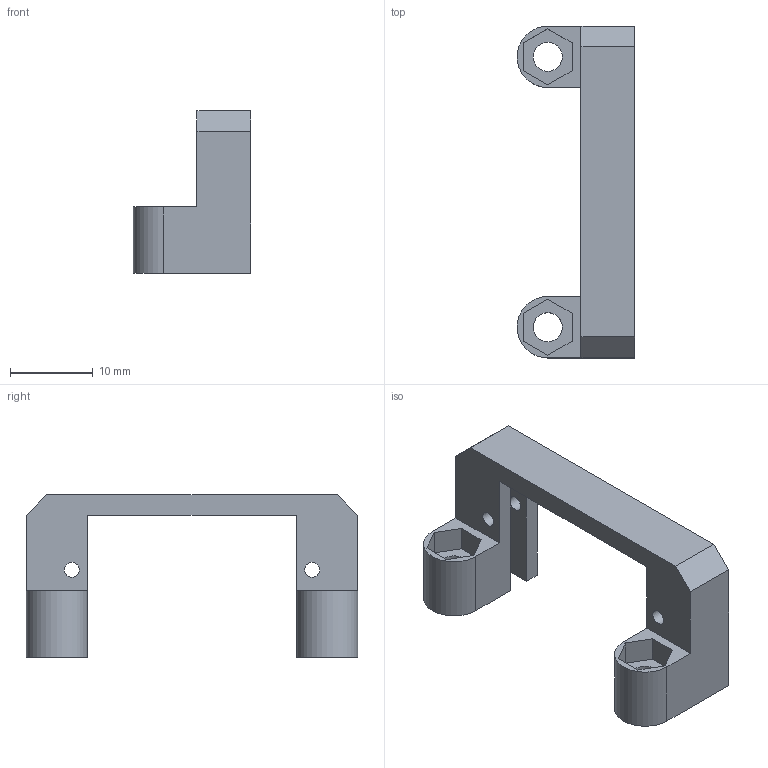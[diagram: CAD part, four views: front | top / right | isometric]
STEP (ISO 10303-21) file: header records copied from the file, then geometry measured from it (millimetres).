
FILE_DESCRIPTION(('STEP AP242'), '1');
FILE_NAME('膴樖豢 鼫謼闀謶碭魡', '', ('UNSPECIFIED'), ('UNSPECIFIED'), 'C3D Converter', 'C3D Toolkit', '');
FILE_SCHEMA(('AP242_MANAGED_MODEL_BASED_3D_ENGINEERING_MIM_LF { 1 0 10303 442 1 1 4 }'));
Length unit declared in the file: millimetre
Bounding box: 14.2 x 40 x 19.61 mm (x, y, z)
Volume: 2327.5 mm3; surface area: 2623 mm2
Topology: 1 solids, 1 shells, 45 faces, 123 edges, 82 vertices
Faces by surface type: plane 37, cylinder 8
Full cylindrical faces by diameter (mm): 1.8 x4, 3.5 x2
Entity records: 1447 total; most frequent: CARTESIAN_POINT 245, ORIENTED_EDGE 234, DIRECTION 225, EDGE_CURVE 117, LINE 101, VECTOR 101, VERTEX_POINT 82, EDGE_LOOP 65
